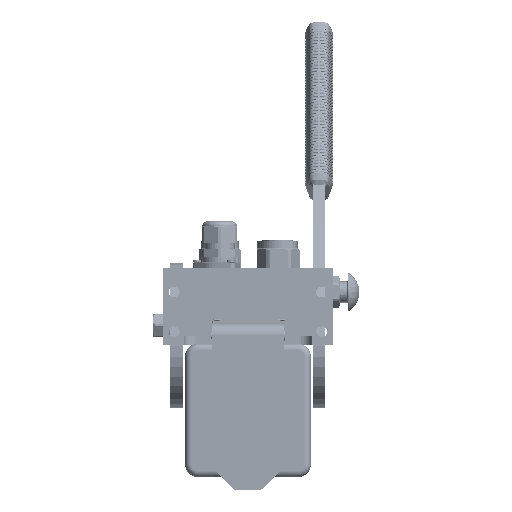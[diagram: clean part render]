
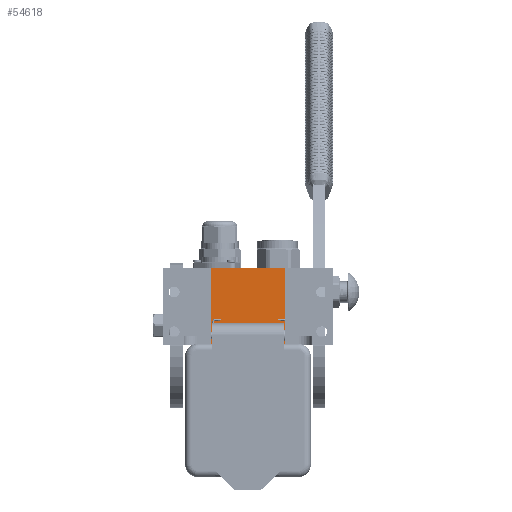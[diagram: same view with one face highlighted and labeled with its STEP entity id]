
A CAD part, left-side view. The second image highlights one B-rep face of the part: STEP entity #54618.
In plain terms, the highlighted face is planar.
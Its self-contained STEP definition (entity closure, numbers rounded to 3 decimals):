
#2749 = VERTEX_POINT ( 'NONE', #167422 ) ;
#11279 = VECTOR ( 'NONE', #131940, 1000. ) ;
#17931 = DIRECTION ( 'NONE',  ( -1., 0., 0. ) ) ;
#20918 = LINE ( 'NONE', #86883, #11279 ) ;
#20966 = VECTOR ( 'NONE', #113043, 1000. ) ;
#22609 = ORIENTED_EDGE ( 'NONE', *, *, #162246, .F. ) ;
#35405 = AXIS2_PLACEMENT_3D ( 'NONE', #64307, #110747, #17931 ) ;
#46187 = EDGE_CURVE ( 'NONE', #155748, #77143, #136413, .T. ) ;
#54618 = ADVANCED_FACE ( 'NONE', ( #88099 ), #124902, .T. ) ;
#59205 = CARTESIAN_POINT ( 'NONE',  ( -29., 60.2, -107.5 ) ) ;
#64307 = CARTESIAN_POINT ( 'NONE',  ( 29., 0., -107.5 ) ) ;
#74497 = CARTESIAN_POINT ( 'NONE',  ( 29., 60.2, -107.5 ) ) ;
#77143 = VERTEX_POINT ( 'NONE', #150401 ) ;
#86883 = CARTESIAN_POINT ( 'NONE',  ( 29., 0., -107.5 ) ) ;
#88087 = CARTESIAN_POINT ( 'NONE',  ( -29., 0., -107.5 ) ) ;
#88099 = FACE_OUTER_BOUND ( 'NONE', #106884, .T. ) ;
#97565 = CARTESIAN_POINT ( 'NONE',  ( 29., 0., -107.5 ) ) ;
#106884 = EDGE_LOOP ( 'NONE', ( #180561, #178822, #22609, #144659 ) ) ;
#108397 = LINE ( 'NONE', #74497, #161339 ) ;
#110747 = DIRECTION ( 'NONE',  ( 0., 0., -1. ) ) ;
#113043 = DIRECTION ( 'NONE',  ( -1., 0., 0. ) ) ;
#115178 = LINE ( 'NONE', #88087, #194689 ) ;
#124902 = PLANE ( 'NONE',  #35405 ) ;
#125469 = CARTESIAN_POINT ( 'NONE',  ( 29., 0., -107.5 ) ) ;
#131940 = DIRECTION ( 'NONE',  ( 0., 1., 0. ) ) ;
#136413 = LINE ( 'NONE', #97565, #20966 ) ;
#139601 = VERTEX_POINT ( 'NONE', #59205 ) ;
#144659 = ORIENTED_EDGE ( 'NONE', *, *, #46187, .T. ) ;
#150401 = CARTESIAN_POINT ( 'NONE',  ( -29., 0., -107.5 ) ) ;
#155748 = VERTEX_POINT ( 'NONE', #125469 ) ;
#161339 = VECTOR ( 'NONE', #182166, 1000. ) ;
#162246 = EDGE_CURVE ( 'NONE', #155748, #2749, #20918, .T. ) ;
#167422 = CARTESIAN_POINT ( 'NONE',  ( 29., 60.2, -107.5 ) ) ;
#178822 = ORIENTED_EDGE ( 'NONE', *, *, #186606, .F. ) ;
#179563 = DIRECTION ( 'NONE',  ( 0., 1., 0. ) ) ;
#180561 = ORIENTED_EDGE ( 'NONE', *, *, #195457, .T. ) ;
#182166 = DIRECTION ( 'NONE',  ( -1., 0., 0. ) ) ;
#186606 = EDGE_CURVE ( 'NONE', #2749, #139601, #108397, .T. ) ;
#194689 = VECTOR ( 'NONE', #179563, 1000. ) ;
#195457 = EDGE_CURVE ( 'NONE', #77143, #139601, #115178, .T. ) ;
